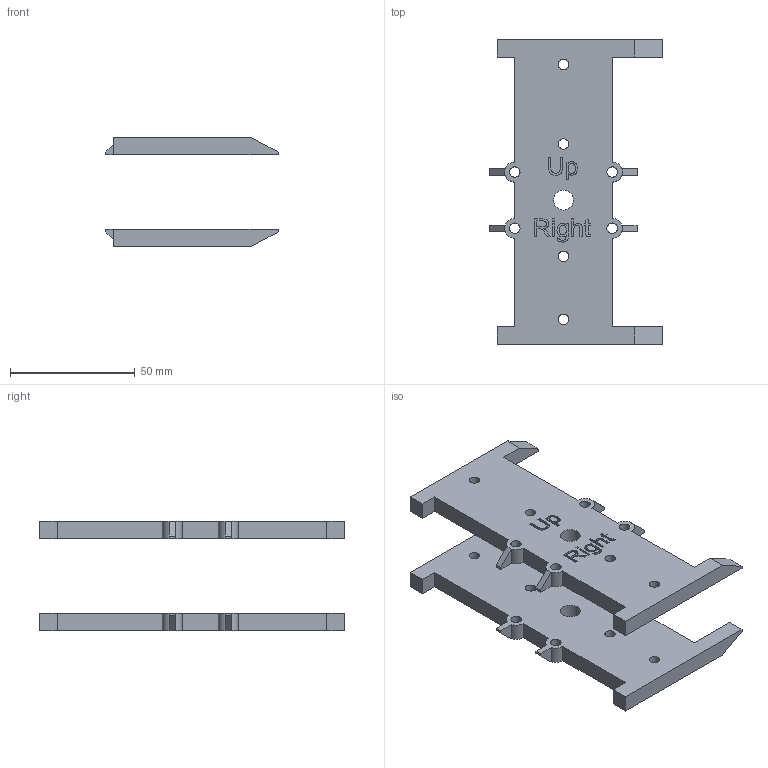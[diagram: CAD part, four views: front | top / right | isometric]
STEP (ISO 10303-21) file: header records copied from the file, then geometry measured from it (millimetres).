
FILE_DESCRIPTION(/* description */ (''),/* implementation_level */ '2;1');
FILE_NAME(/* name */ 'Support Suspension OUT v7.stp',/* time_stamp */ '2020-12-05T17:49:00+01:00',/* author */ (''),/* organization */ (''),/* preprocessor_version */ 'ST-DEVELOPER v18.1',/* originating_system */ 'Autodesk Translation Framework v9.3.0.1241',/* authorisation */ '');
FILE_SCHEMA (('AUTOMOTIVE_DESIGN { 1 0 10303 214 3 1 1 }'));
Length unit declared in the file: millimetre
Products named in the file (3): Support Suspension - OUT; Right; Left
Assembly tree (2 placements, depth 2):
  Support Suspension - OUT
    Right
    Left
Bounding box: 68.99 x 122 x 44 mm (x, y, z)
Volume: 70456.2 mm3; surface area: 28977.4 mm2
Topology: 2 solids, 2 shells, 371 faces, 1044 edges, 696 vertices
Faces by surface type: plane 189, bspline 148, cylinder 34
Full cylindrical faces by diameter (mm): 4.2 x16, 8 x2
Entity records: 13430 total; most frequent: CARTESIAN_POINT 4632, ORIENTED_EDGE 2088, DIRECTION 1272, EDGE_CURVE 1044, VERTEX_POINT 696, LINE 680, VECTOR 680, EDGE_LOOP 426
